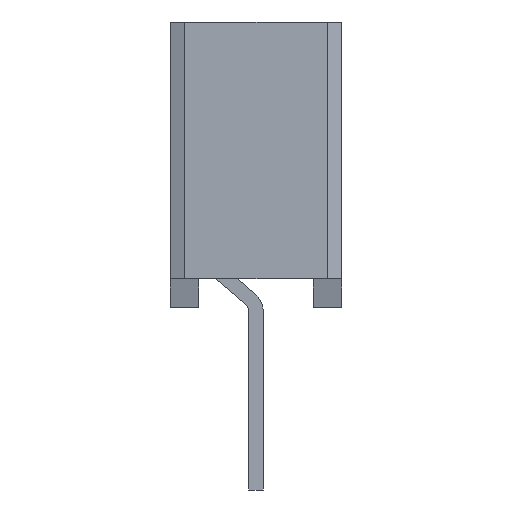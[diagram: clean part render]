
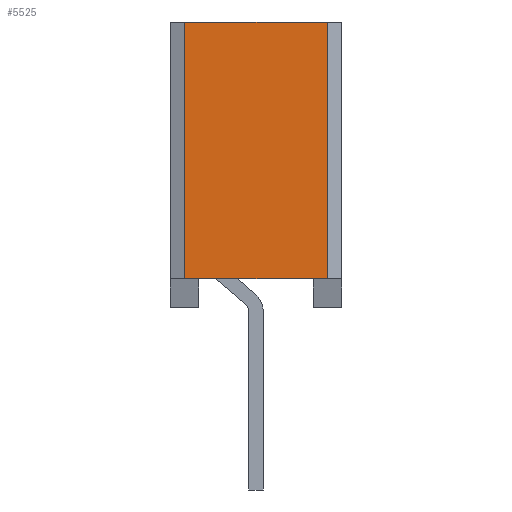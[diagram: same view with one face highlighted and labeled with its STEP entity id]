
A CAD part, left-side view. The second image highlights one B-rep face of the part: STEP entity #5525.
In plain terms, the highlighted planar face has unit normal (-1, 0, 0).
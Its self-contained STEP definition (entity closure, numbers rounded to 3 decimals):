
#217=FACE_OUTER_BOUND($,#525,.T.);
#525=EDGE_LOOP($,(#4171,#4172,#4173,#4174));
#998=LINE($,#8121,#1758);
#999=LINE($,#8123,#1759);
#1000=LINE($,#8125,#1760);
#1001=LINE($,#8126,#1761);
#1758=VECTOR($,#6639,4.572);
#1759=VECTOR($,#6640,2.54);
#1760=VECTOR($,#6641,4.572);
#1761=VECTOR($,#6642,2.54);
#2449=VERTEX_POINT($,#8119);
#2450=VERTEX_POINT($,#8120);
#2451=VERTEX_POINT($,#8122);
#2452=VERTEX_POINT($,#8124);
#3078=EDGE_CURVE($,#2449,#2450,#998,.T.);
#3079=EDGE_CURVE($,#2450,#2451,#999,.T.);
#3080=EDGE_CURVE($,#2451,#2452,#1000,.T.);
#3081=EDGE_CURVE($,#2449,#2452,#1001,.T.);
#4171=ORIENTED_EDGE($,*,*,#3078,.T.);
#4172=ORIENTED_EDGE($,*,*,#3079,.T.);
#4173=ORIENTED_EDGE($,*,*,#3080,.T.);
#4174=ORIENTED_EDGE($,*,*,#3081,.F.);
#5233=PLANE($,#5854);
#5525=ADVANCED_FACE($,(#217),#5233,.F.);
#5854=AXIS2_PLACEMENT_3D($,#8118,#6637,#6638);
#6637=DIRECTION('center_axis',(1.,0.,0.));
#6638=DIRECTION('ref_axis',(0.,1.,0.));
#6639=DIRECTION($,(0.,0.,-1.));
#6640=DIRECTION($,(0.,-1.,0.));
#6641=DIRECTION($,(0.,0.,1.));
#6642=DIRECTION($,(0.,-1.,0.));
#8118=CARTESIAN_POINT('Origin',(-10.16,1.524,5.08));
#8119=CARTESIAN_POINT('',(-10.16,1.27,5.08));
#8120=CARTESIAN_POINT('',(-10.16,1.27,0.508));
#8121=CARTESIAN_POINT($,(-10.16,1.27,5.08));
#8122=CARTESIAN_POINT('',(-10.16,-1.27,0.508));
#8123=CARTESIAN_POINT($,(-10.16,1.016,0.508));
#8124=CARTESIAN_POINT('',(-10.16,-1.27,5.08));
#8125=CARTESIAN_POINT($,(-10.16,-1.27,5.08));
#8126=CARTESIAN_POINT($,(-10.16,1.524,5.08));
